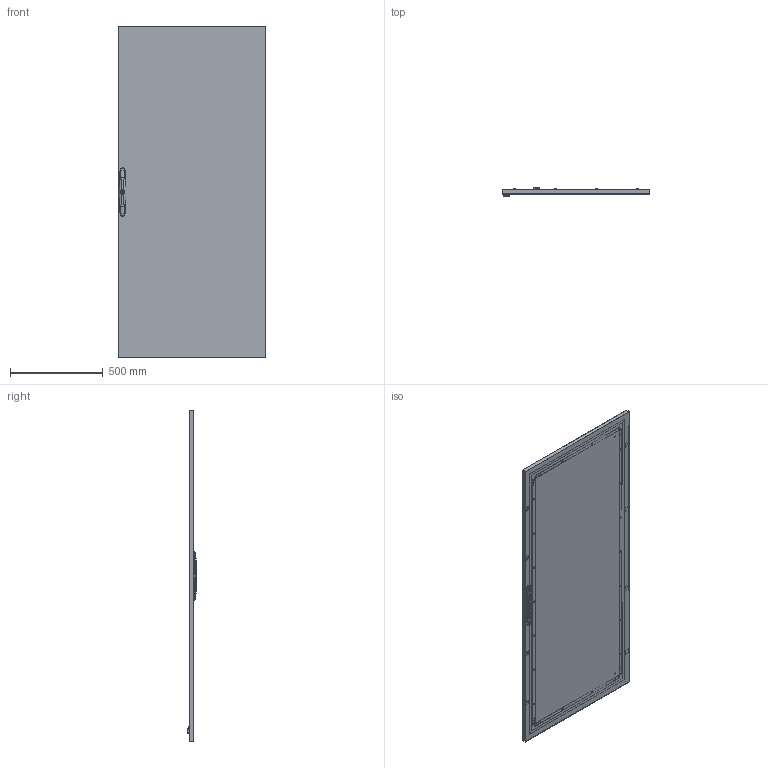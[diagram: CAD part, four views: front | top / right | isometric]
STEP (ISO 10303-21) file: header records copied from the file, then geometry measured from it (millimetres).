
FILE_DESCRIPTION (( 'STEP AP203' ), '1' );
FILE_NAME ('DBE188.step', '2021-06-30T17:16:11', ( 'ADC123' ), ( 'Microsoft' ), 'SwSTEP 2.0', 'SolidWorks 2021', '' );
FILE_SCHEMA (( 'CONFIG_CONTROL_DESIGN' ));
Products named in the file (1): DBE188
Bounding box: 793 x 53.07 x 1784 mm (x, y, z)
Volume: 4144564.7 mm3; surface area: 4072508.1 mm2
Topology: 72 solids, 72 shells, 2942 faces, 7777 edges, 5054 vertices
Faces by surface type: plane 1431, cylinder 992, cone 266, bspline 219, torus 34
Full cylindrical faces by diameter (mm): 3.4 x2, 3.5 x6, 4 x2, 4.25 x136, 4.3 x2, 4.4 x2, 4.5 x2, 4.9 x8, 4.917 x10, 4.984 x1, 5 x9, 5.2 x3, 5.5 x1, 6 x20, 7 x18, 7.2 x10, 8 x2, 9 x36, 10 x2, 10.2 x1, 12 x2, 12.8 x1, 13.5 x2, 14 x2, 15 x1, 15.2 x1, 15.9 x1
Entity records: 112301 total; most frequent: CARTESIAN_POINT 42715, ORIENTED_EDGE 14620, DIRECTION 13295, EDGE_CURVE 7310, VERTEX_POINT 4972, AXIS2_PLACEMENT_3D 4716, EDGE_LOOP 3864, LINE 3863
